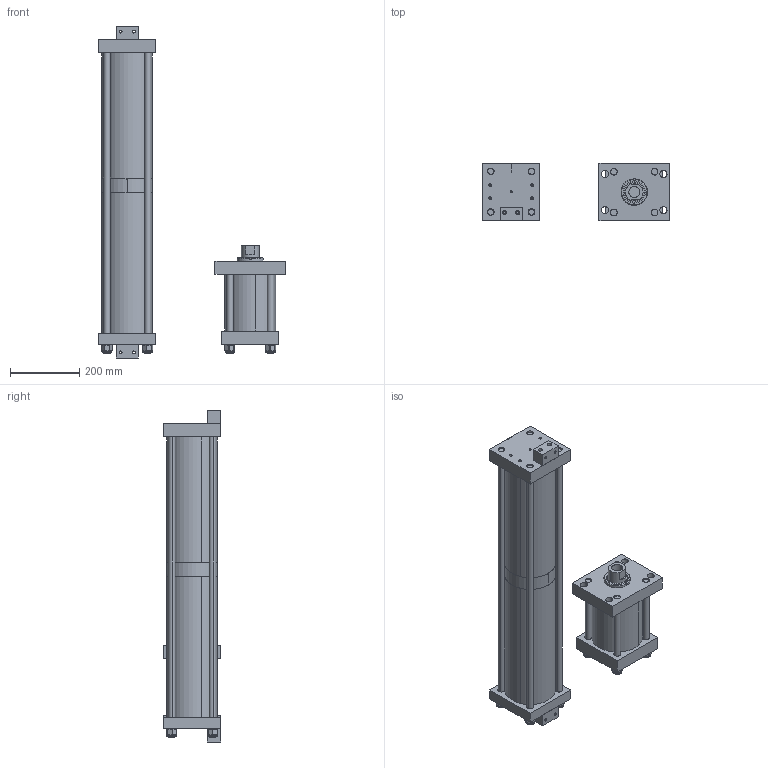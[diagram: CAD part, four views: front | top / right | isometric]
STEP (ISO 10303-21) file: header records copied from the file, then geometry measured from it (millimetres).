
FILE_DESCRIPTION (( 'STEP AP203' ), '1' );
FILE_NAME ('HZS-15-.75-FH.STEP', '2016-05-03T14:46:40', ( 'myvpn' ), ( '' ), 'SwSTEP 2.0', 'SolidWorks 2014', '' );
FILE_SCHEMA (( 'CONFIG_CONTROL_DESIGN' ));
Length unit declared in the file: inch
Products named in the file (15): HZS1514_.75; HZS1563_.75; HZ1010; HZS-15-.75-FH; ES1005_.75; E1064; E1059; NLN .75; E1060_.75; E1001_2.0; F1062; E1004; E10BRK; F1003; HZS1511_.75
Assembly tree (28 placements, depth 2):
  HZS-15-.75-FH
    E1004
    F1003
    E1001_2.0
    E1064
    NLN .75  x8
    ES1005_.75
    E1059
    E1060_.75  x4
    F1062
    E10BRK  x2
    HZS1511_.75
    HZS1514_.75
    HZS1563_.75  x4
    HZ1010
Bounding box: 538.91 x 165.1 x 956.77 mm (x, y, z)
Volume: 10586763 mm3; surface area: 1711619 mm2
Topology: 28 solids, 28 shells, 974 faces, 2316 edges, 1248 vertices
Faces by surface type: cylinder 477, plane 247, sphere 97, bspline 96, cone 57
Entity records: 15591 total; most frequent: CARTESIAN_POINT 3555, DIRECTION 2280, ORIENTED_EDGE 1928, EDGE_CURVE 964, AXIS2_PLACEMENT_3D 943, VERTEX_POINT 612, EDGE_LOOP 550, CIRCLE 500
